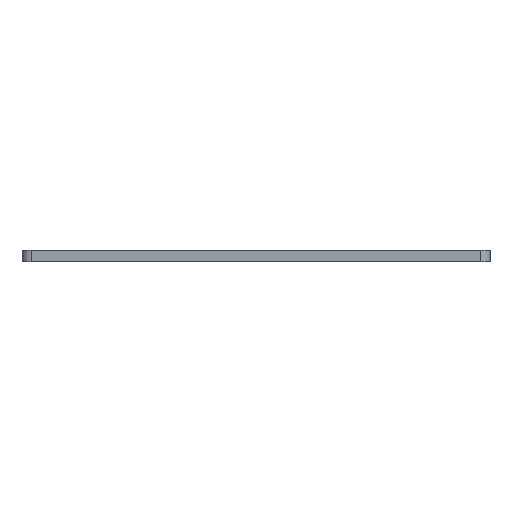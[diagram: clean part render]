
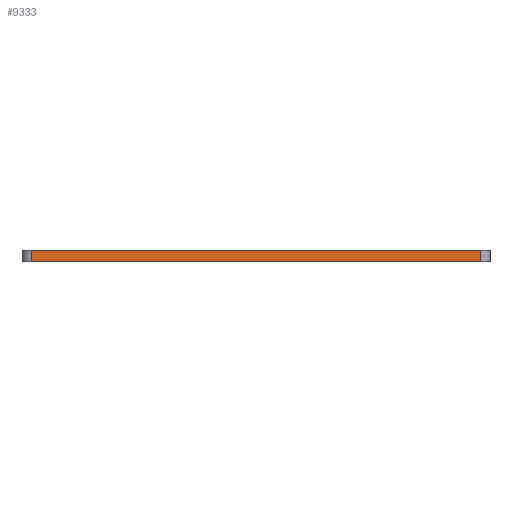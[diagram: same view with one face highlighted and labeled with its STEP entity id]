
A CAD part, left-side view. The second image highlights one B-rep face of the part: STEP entity #9333.
In plain terms, the highlighted planar face has unit normal (-1, 0, 0).
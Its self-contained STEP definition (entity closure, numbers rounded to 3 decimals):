
#83 = PLANE('',#84);
#84 = AXIS2_PLACEMENT_3D('',#85,#86,#87);
#85 = CARTESIAN_POINT('',(148.908,-91.123,1.6));
#86 = DIRECTION('',(0.,0.,1.));
#87 = DIRECTION('',(1.,0.,-0.));
#137 = PLANE('',#138);
#138 = AXIS2_PLACEMENT_3D('',#139,#140,#141);
#139 = CARTESIAN_POINT('',(148.908,-91.123,0.));
#140 = DIRECTION('',(0.,0.,1.));
#141 = DIRECTION('',(1.,0.,-0.));
#334 = VERTEX_POINT('',#335);
#335 = CARTESIAN_POINT('',(120.65,-60.96,0.));
#350 = CYLINDRICAL_SURFACE('',#351,1.27);
#351 = AXIS2_PLACEMENT_3D('',#352,#353,#354);
#352 = CARTESIAN_POINT('',(121.92,-60.96,0.));
#353 = DIRECTION('',(-0.,-0.,-1.));
#354 = DIRECTION('',(1.,0.,-0.));
#362 = EDGE_CURVE('',#334,#363,#365,.T.);
#363 = VERTEX_POINT('',#364);
#364 = CARTESIAN_POINT('',(120.65,-121.285,0.));
#365 = SURFACE_CURVE('',#366,(#370,#377),.PCURVE_S1.);
#366 = LINE('',#367,#368);
#367 = CARTESIAN_POINT('',(120.65,-60.96,0.));
#368 = VECTOR('',#369,1.);
#369 = DIRECTION('',(0.,-1.,0.));
#370 = PCURVE('',#137,#371);
#371 = DEFINITIONAL_REPRESENTATION('',(#372),#376);
#372 = LINE('',#373,#374);
#373 = CARTESIAN_POINT('',(-28.258,30.163));
#374 = VECTOR('',#375,1.);
#375 = DIRECTION('',(0.,-1.));
#376 = ( GEOMETRIC_REPRESENTATION_CONTEXT(2) 
PARAMETRIC_REPRESENTATION_CONTEXT() REPRESENTATION_CONTEXT('2D SPACE',''
  ) );
#377 = PCURVE('',#378,#383);
#378 = PLANE('',#379);
#379 = AXIS2_PLACEMENT_3D('',#380,#381,#382);
#380 = CARTESIAN_POINT('',(120.65,-60.96,0.));
#381 = DIRECTION('',(1.,0.,-0.));
#382 = DIRECTION('',(0.,-1.,0.));
#383 = DEFINITIONAL_REPRESENTATION('',(#384),#388);
#384 = LINE('',#385,#386);
#385 = CARTESIAN_POINT('',(0.,0.));
#386 = VECTOR('',#387,1.);
#387 = DIRECTION('',(1.,0.));
#388 = ( GEOMETRIC_REPRESENTATION_CONTEXT(2) 
PARAMETRIC_REPRESENTATION_CONTEXT() REPRESENTATION_CONTEXT('2D SPACE',''
  ) );
#407 = CYLINDRICAL_SURFACE('',#408,1.27);
#408 = AXIS2_PLACEMENT_3D('',#409,#410,#411);
#409 = CARTESIAN_POINT('',(121.92,-121.285,0.));
#410 = DIRECTION('',(-0.,-0.,-1.));
#411 = DIRECTION('',(1.,0.,-0.));
#5182 = VERTEX_POINT('',#5183);
#5183 = CARTESIAN_POINT('',(120.65,-60.96,1.6));
#5205 = EDGE_CURVE('',#5182,#5206,#5208,.T.);
#5206 = VERTEX_POINT('',#5207);
#5207 = CARTESIAN_POINT('',(120.65,-121.285,1.6));
#5208 = SURFACE_CURVE('',#5209,(#5213,#5220),.PCURVE_S1.);
#5209 = LINE('',#5210,#5211);
#5210 = CARTESIAN_POINT('',(120.65,-60.96,1.6));
#5211 = VECTOR('',#5212,1.);
#5212 = DIRECTION('',(0.,-1.,0.));
#5213 = PCURVE('',#83,#5214);
#5214 = DEFINITIONAL_REPRESENTATION('',(#5215),#5219);
#5215 = LINE('',#5216,#5217);
#5216 = CARTESIAN_POINT('',(-28.258,30.163));
#5217 = VECTOR('',#5218,1.);
#5218 = DIRECTION('',(0.,-1.));
#5219 = ( GEOMETRIC_REPRESENTATION_CONTEXT(2) 
PARAMETRIC_REPRESENTATION_CONTEXT() REPRESENTATION_CONTEXT('2D SPACE',''
  ) );
#5220 = PCURVE('',#378,#5221);
#5221 = DEFINITIONAL_REPRESENTATION('',(#5222),#5226);
#5222 = LINE('',#5223,#5224);
#5223 = CARTESIAN_POINT('',(0.,-1.6));
#5224 = VECTOR('',#5225,1.);
#5225 = DIRECTION('',(1.,0.));
#5226 = ( GEOMETRIC_REPRESENTATION_CONTEXT(2) 
PARAMETRIC_REPRESENTATION_CONTEXT() REPRESENTATION_CONTEXT('2D SPACE',''
  ) );
#9283 = EDGE_CURVE('',#363,#5206,#9284,.T.);
#9284 = SURFACE_CURVE('',#9285,(#9289,#9296),.PCURVE_S1.);
#9285 = LINE('',#9286,#9287);
#9286 = CARTESIAN_POINT('',(120.65,-121.285,0.));
#9287 = VECTOR('',#9288,1.);
#9288 = DIRECTION('',(0.,0.,1.));
#9289 = PCURVE('',#407,#9290);
#9290 = DEFINITIONAL_REPRESENTATION('',(#9291),#9295);
#9291 = LINE('',#9292,#9293);
#9292 = CARTESIAN_POINT('',(-3.142,0.));
#9293 = VECTOR('',#9294,1.);
#9294 = DIRECTION('',(-0.,-1.));
#9295 = ( GEOMETRIC_REPRESENTATION_CONTEXT(2) 
PARAMETRIC_REPRESENTATION_CONTEXT() REPRESENTATION_CONTEXT('2D SPACE',''
  ) );
#9296 = PCURVE('',#378,#9297);
#9297 = DEFINITIONAL_REPRESENTATION('',(#9298),#9302);
#9298 = LINE('',#9299,#9300);
#9299 = CARTESIAN_POINT('',(60.325,0.));
#9300 = VECTOR('',#9301,1.);
#9301 = DIRECTION('',(0.,-1.));
#9302 = ( GEOMETRIC_REPRESENTATION_CONTEXT(2) 
PARAMETRIC_REPRESENTATION_CONTEXT() REPRESENTATION_CONTEXT('2D SPACE',''
  ) );
#9312 = EDGE_CURVE('',#334,#5182,#9313,.T.);
#9313 = SURFACE_CURVE('',#9314,(#9318,#9325),.PCURVE_S1.);
#9314 = LINE('',#9315,#9316);
#9315 = CARTESIAN_POINT('',(120.65,-60.96,0.));
#9316 = VECTOR('',#9317,1.);
#9317 = DIRECTION('',(0.,0.,1.));
#9318 = PCURVE('',#350,#9319);
#9319 = DEFINITIONAL_REPRESENTATION('',(#9320),#9324);
#9320 = LINE('',#9321,#9322);
#9321 = CARTESIAN_POINT('',(-3.142,0.));
#9322 = VECTOR('',#9323,1.);
#9323 = DIRECTION('',(-0.,-1.));
#9324 = ( GEOMETRIC_REPRESENTATION_CONTEXT(2) 
PARAMETRIC_REPRESENTATION_CONTEXT() REPRESENTATION_CONTEXT('2D SPACE',''
  ) );
#9325 = PCURVE('',#378,#9326);
#9326 = DEFINITIONAL_REPRESENTATION('',(#9327),#9331);
#9327 = LINE('',#9328,#9329);
#9328 = CARTESIAN_POINT('',(0.,0.));
#9329 = VECTOR('',#9330,1.);
#9330 = DIRECTION('',(0.,-1.));
#9331 = ( GEOMETRIC_REPRESENTATION_CONTEXT(2) 
PARAMETRIC_REPRESENTATION_CONTEXT() REPRESENTATION_CONTEXT('2D SPACE',''
  ) );
#9333 = ADVANCED_FACE('',(#9334),#378,.F.);
#9334 = FACE_BOUND('',#9335,.F.);
#9335 = EDGE_LOOP('',(#9336,#9337,#9338,#9339));
#9336 = ORIENTED_EDGE('',*,*,#9312,.T.);
#9337 = ORIENTED_EDGE('',*,*,#5205,.T.);
#9338 = ORIENTED_EDGE('',*,*,#9283,.F.);
#9339 = ORIENTED_EDGE('',*,*,#362,.F.);
